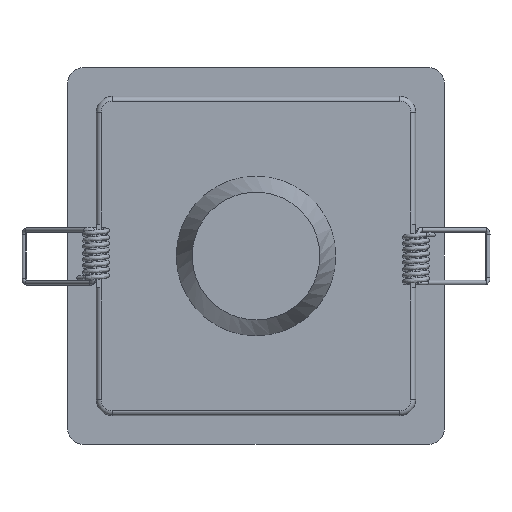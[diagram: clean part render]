
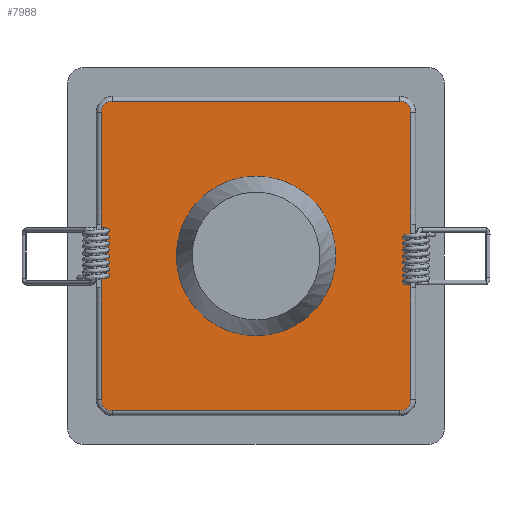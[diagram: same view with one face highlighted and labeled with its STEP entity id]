
A CAD part, front view. The second image highlights one B-rep face of the part: STEP entity #7988.
In plain terms, the highlighted face is planar.
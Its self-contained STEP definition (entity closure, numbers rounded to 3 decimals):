
#436 = VECTOR ( 'NONE', #8763, 1000. ) ;
#468 = DIRECTION ( 'NONE',  ( 0., 0., 1. ) ) ;
#493 = LINE ( 'NONE', #8494, #5207 ) ;
#624 = CIRCLE ( 'NONE', #6588, 3.5 ) ;
#680 = ORIENTED_EDGE ( 'NONE', *, *, #6456, .F. ) ;
#720 = VERTEX_POINT ( 'NONE', #6146 ) ;
#747 = ORIENTED_EDGE ( 'NONE', *, *, #5585, .T. ) ;
#809 = AXIS2_PLACEMENT_3D ( 'NONE', #2052, #8902, #3873 ) ;
#854 = FACE_BOUND ( 'NONE', #3460, .T. ) ;
#870 = AXIS2_PLACEMENT_3D ( 'NONE', #5428, #3189, #2531 ) ;
#987 = CARTESIAN_POINT ( 'NONE',  ( -48.5, -45., 10. ) ) ;
#1361 = LINE ( 'NONE', #2833, #7072 ) ;
#1515 = DIRECTION ( 'NONE',  ( 0., -1., 0. ) ) ;
#1655 = ORIENTED_EDGE ( 'NONE', *, *, #8165, .T. ) ;
#1844 = EDGE_CURVE ( 'NONE', #8676, #2987, #493, .T. ) ;
#1928 = DIRECTION ( 'NONE',  ( 0., 0., 1. ) ) ;
#1984 = CARTESIAN_POINT ( 'NONE',  ( -48.5, 10., 10. ) ) ;
#1997 = EDGE_CURVE ( 'NONE', #2891, #6915, #624, .T. ) ;
#2052 = CARTESIAN_POINT ( 'NONE',  ( 0., 0., 10. ) ) ;
#2212 = CARTESIAN_POINT ( 'NONE',  ( -45., 48.5, 10. ) ) ;
#2306 = CARTESIAN_POINT ( 'NONE',  ( -48.5, -45., 10. ) ) ;
#2308 = ORIENTED_EDGE ( 'NONE', *, *, #6382, .T. ) ;
#2353 = PLANE ( 'NONE',  #6029 ) ;
#2457 = CARTESIAN_POINT ( 'NONE',  ( 0., -25., 10. ) ) ;
#2505 = VERTEX_POINT ( 'NONE', #2457 ) ;
#2531 = DIRECTION ( 'NONE',  ( 0., -1., 0. ) ) ;
#2730 = CARTESIAN_POINT ( 'NONE',  ( 48.5, -10., 10. ) ) ;
#2833 = CARTESIAN_POINT ( 'NONE',  ( 48.5, 45., 10. ) ) ;
#2891 = VERTEX_POINT ( 'NONE', #4651 ) ;
#2987 = VERTEX_POINT ( 'NONE', #2730 ) ;
#3044 = CARTESIAN_POINT ( 'NONE',  ( -48.5, 10., 10. ) ) ;
#3048 = CARTESIAN_POINT ( 'NONE',  ( 48.5, 45., 10. ) ) ;
#3061 = FACE_OUTER_BOUND ( 'NONE', #4936, .T. ) ;
#3189 = DIRECTION ( 'NONE',  ( 0., 0., 1. ) ) ;
#3425 = CARTESIAN_POINT ( 'NONE',  ( 48.5, -45., 10. ) ) ;
#3458 = VERTEX_POINT ( 'NONE', #3048 ) ;
#3460 = EDGE_LOOP ( 'NONE', ( #680 ) ) ;
#3481 = ORIENTED_EDGE ( 'NONE', *, *, #7682, .T. ) ;
#3636 = CIRCLE ( 'NONE', #5913, 3.5 ) ;
#3727 = CIRCLE ( 'NONE', #809, 25. ) ;
#3758 = CARTESIAN_POINT ( 'NONE',  ( 45., 48.5, 10. ) ) ;
#3850 = CARTESIAN_POINT ( 'NONE',  ( 45., -48.5, 10. ) ) ;
#3873 = DIRECTION ( 'NONE',  ( 0., -1., 0. ) ) ;
#3934 = EDGE_CURVE ( 'NONE', #3458, #7240, #3636, .T. ) ;
#3995 = VERTEX_POINT ( 'NONE', #1984 ) ;
#4180 = DIRECTION ( 'NONE',  ( 0., -1., 0. ) ) ;
#4253 = CARTESIAN_POINT ( 'NONE',  ( -48.5, 10., 10. ) ) ;
#4444 = VERTEX_POINT ( 'NONE', #8919 ) ;
#4562 = VERTEX_POINT ( 'NONE', #7030 ) ;
#4567 = LINE ( 'NONE', #3850, #8474 ) ;
#4642 = CARTESIAN_POINT ( 'NONE',  ( 48.5, -10., 10. ) ) ;
#4651 = CARTESIAN_POINT ( 'NONE',  ( -45., 48.5, 10. ) ) ;
#4654 = DIRECTION ( 'NONE',  ( 0., -1., 0. ) ) ;
#4756 = CARTESIAN_POINT ( 'NONE',  ( 45., 45., 10. ) ) ;
#4881 = EDGE_CURVE ( 'NONE', #4562, #3995, #9455, .T. ) ;
#4936 = EDGE_LOOP ( 'NONE', ( #5536, #1655, #747, #5011, #7666, #8522, #8923, #2308, #7661, #3481, #5992, #9220 ) ) ;
#4958 = VECTOR ( 'NONE', #6597, 1000. ) ;
#5011 = ORIENTED_EDGE ( 'NONE', *, *, #6277, .T. ) ;
#5166 = LINE ( 'NONE', #2212, #7388 ) ;
#5207 = VECTOR ( 'NONE', #8401, 1000. ) ;
#5208 = CARTESIAN_POINT ( 'NONE',  ( -45., 45., 10. ) ) ;
#5256 = DIRECTION ( 'NONE',  ( 0., -1., 0. ) ) ;
#5281 = VECTOR ( 'NONE', #8755, 1000. ) ;
#5325 = DIRECTION ( 'NONE',  ( 1., 0., 0. ) ) ;
#5354 = LINE ( 'NONE', #987, #4958 ) ;
#5428 = CARTESIAN_POINT ( 'NONE',  ( -45., -45., 10. ) ) ;
#5429 = CARTESIAN_POINT ( 'NONE',  ( 48.5, 10., 10. ) ) ;
#5536 = ORIENTED_EDGE ( 'NONE', *, *, #4881, .F. ) ;
#5585 = EDGE_CURVE ( 'NONE', #8184, #4444, #9435, .T. ) ;
#5586 = CARTESIAN_POINT ( 'NONE',  ( 45., -45., 10. ) ) ;
#5622 = DIRECTION ( 'NONE',  ( 0., 1., 0. ) ) ;
#5799 = LINE ( 'NONE', #3044, #5281 ) ;
#5913 = AXIS2_PLACEMENT_3D ( 'NONE', #4756, #1928, #4180 ) ;
#5992 = ORIENTED_EDGE ( 'NONE', *, *, #1997, .T. ) ;
#6029 = AXIS2_PLACEMENT_3D ( 'NONE', #9009, #8958, #1515 ) ;
#6036 = VERTEX_POINT ( 'NONE', #3425 ) ;
#6065 = LINE ( 'NONE', #4642, #7872 ) ;
#6070 = AXIS2_PLACEMENT_3D ( 'NONE', #5586, #468, #4654 ) ;
#6146 = CARTESIAN_POINT ( 'NONE',  ( 45., -48.5, 10. ) ) ;
#6198 = EDGE_CURVE ( 'NONE', #720, #6036, #6997, .T. ) ;
#6277 = EDGE_CURVE ( 'NONE', #4444, #720, #4567, .T. ) ;
#6382 = EDGE_CURVE ( 'NONE', #8676, #3458, #1361, .T. ) ;
#6456 = EDGE_CURVE ( 'NONE', #2505, #2505, #3727, .T. ) ;
#6588 = AXIS2_PLACEMENT_3D ( 'NONE', #5208, #8137, #5256 ) ;
#6597 = DIRECTION ( 'NONE',  ( 0., -1., 0. ) ) ;
#6866 = CARTESIAN_POINT ( 'NONE',  ( -48.5, 45., 10. ) ) ;
#6915 = VERTEX_POINT ( 'NONE', #6866 ) ;
#6997 = CIRCLE ( 'NONE', #6070, 3.5 ) ;
#7030 = CARTESIAN_POINT ( 'NONE',  ( -48.5, -10., 10. ) ) ;
#7072 = VECTOR ( 'NONE', #5622, 1000. ) ;
#7240 = VERTEX_POINT ( 'NONE', #3758 ) ;
#7250 = DIRECTION ( 'NONE',  ( -1., 0., 0. ) ) ;
#7388 = VECTOR ( 'NONE', #7250, 1000. ) ;
#7661 = ORIENTED_EDGE ( 'NONE', *, *, #3934, .T. ) ;
#7666 = ORIENTED_EDGE ( 'NONE', *, *, #6198, .T. ) ;
#7682 = EDGE_CURVE ( 'NONE', #7240, #2891, #5166, .T. ) ;
#7755 = EDGE_CURVE ( 'NONE', #6036, #2987, #6065, .T. ) ;
#7872 = VECTOR ( 'NONE', #9013, 1000. ) ;
#7988 = ADVANCED_FACE ( 'NONE', ( #854, #3061 ), #2353, .T. ) ;
#8137 = DIRECTION ( 'NONE',  ( 0., 0., 1. ) ) ;
#8165 = EDGE_CURVE ( 'NONE', #4562, #8184, #5354, .T. ) ;
#8184 = VERTEX_POINT ( 'NONE', #2306 ) ;
#8401 = DIRECTION ( 'NONE',  ( 0., -1., 0. ) ) ;
#8441 = EDGE_CURVE ( 'NONE', #6915, #3995, #5799, .T. ) ;
#8474 = VECTOR ( 'NONE', #5325, 1000. ) ;
#8494 = CARTESIAN_POINT ( 'NONE',  ( 48.5, 10., 10. ) ) ;
#8522 = ORIENTED_EDGE ( 'NONE', *, *, #7755, .T. ) ;
#8676 = VERTEX_POINT ( 'NONE', #5429 ) ;
#8755 = DIRECTION ( 'NONE',  ( 0., -1., 0. ) ) ;
#8763 = DIRECTION ( 'NONE',  ( 0., 1., 0. ) ) ;
#8902 = DIRECTION ( 'NONE',  ( 0., 0., 1. ) ) ;
#8919 = CARTESIAN_POINT ( 'NONE',  ( -45., -48.5, 10. ) ) ;
#8923 = ORIENTED_EDGE ( 'NONE', *, *, #1844, .F. ) ;
#8958 = DIRECTION ( 'NONE',  ( 0., 0., 1. ) ) ;
#9009 = CARTESIAN_POINT ( 'NONE',  ( -45., -45., 10. ) ) ;
#9013 = DIRECTION ( 'NONE',  ( 0., 1., 0. ) ) ;
#9220 = ORIENTED_EDGE ( 'NONE', *, *, #8441, .T. ) ;
#9435 = CIRCLE ( 'NONE', #870, 3.5 ) ;
#9455 = LINE ( 'NONE', #4253, #436 ) ;
